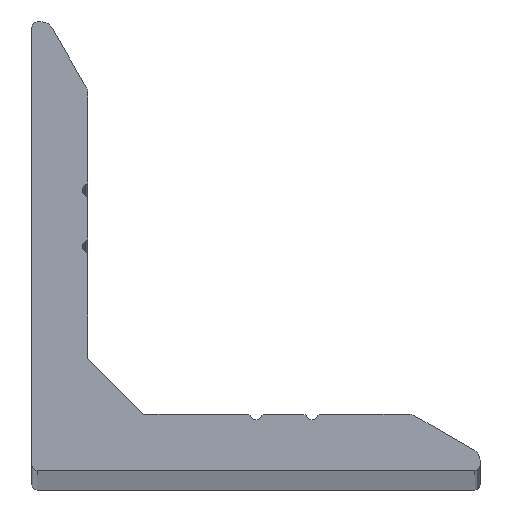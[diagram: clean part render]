
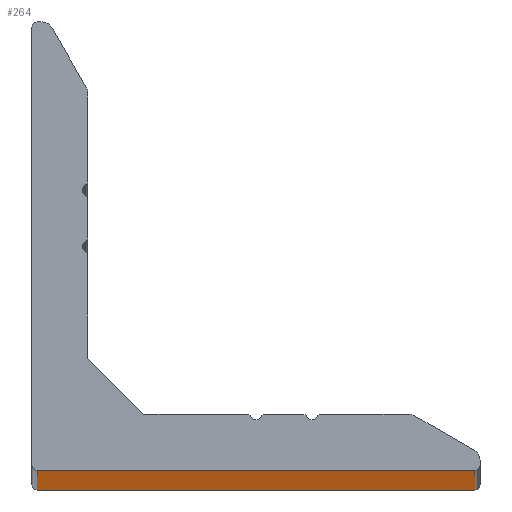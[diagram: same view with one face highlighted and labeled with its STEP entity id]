
A CAD part, top view. The second image highlights one B-rep face of the part: STEP entity #264.
In plain terms, the highlighted planar face has unit normal (0, -1, 0).
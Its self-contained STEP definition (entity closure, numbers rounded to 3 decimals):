
#12 = PLANE ( 'NONE',  #195 ) ;
#46 = CARTESIAN_POINT ( 'NONE',  ( 0., 0., 1000. ) ) ;
#48 = LINE ( 'NONE', #832, #571 ) ;
#124 = DIRECTION ( 'NONE',  ( 1., 0., 0. ) ) ;
#195 = AXIS2_PLACEMENT_3D ( 'NONE', #802, #1084, #449 ) ;
#220 = CARTESIAN_POINT ( 'NONE',  ( 39.5, 0., 1000. ) ) ;
#228 = VERTEX_POINT ( 'NONE', #1070 ) ;
#264 = ADVANCED_FACE ( 'NONE', ( #723 ), #12, .F. ) ;
#272 = VECTOR ( 'NONE', #670, 1000. ) ;
#278 = VERTEX_POINT ( 'NONE', #373 ) ;
#287 = ORIENTED_EDGE ( 'NONE', *, *, #947, .T. ) ;
#297 = DIRECTION ( 'NONE',  ( 0., 0., -1. ) ) ;
#319 = VERTEX_POINT ( 'NONE', #1065 ) ;
#373 = CARTESIAN_POINT ( 'NONE',  ( 39.5, 0., 1000. ) ) ;
#408 = LINE ( 'NONE', #46, #272 ) ;
#449 = DIRECTION ( 'NONE',  ( 0., 0., 1. ) ) ;
#516 = EDGE_CURVE ( 'NONE', #319, #228, #48, .T. ) ;
#539 = VERTEX_POINT ( 'NONE', #563 ) ;
#563 = CARTESIAN_POINT ( 'NONE',  ( 0.5, 0., 1000. ) ) ;
#571 = VECTOR ( 'NONE', #124, 1000. ) ;
#579 = EDGE_CURVE ( 'NONE', #539, #278, #408, .T. ) ;
#651 = EDGE_CURVE ( 'NONE', #228, #278, #1030, .T. ) ;
#656 = ORIENTED_EDGE ( 'NONE', *, *, #651, .T. ) ;
#670 = DIRECTION ( 'NONE',  ( 1., 0., 0. ) ) ;
#723 = FACE_OUTER_BOUND ( 'NONE', #1033, .T. ) ;
#756 = DIRECTION ( 'NONE',  ( 0., 0., 1. ) ) ;
#775 = VECTOR ( 'NONE', #756, 1000. ) ;
#791 = VECTOR ( 'NONE', #297, 1000. ) ;
#802 = CARTESIAN_POINT ( 'NONE',  ( 0., 0., 1000. ) ) ;
#811 = CARTESIAN_POINT ( 'NONE',  ( 0.5, 0., 1000. ) ) ;
#832 = CARTESIAN_POINT ( 'NONE',  ( 0., 0., 0. ) ) ;
#905 = LINE ( 'NONE', #811, #791 ) ;
#930 = ORIENTED_EDGE ( 'NONE', *, *, #579, .F. ) ;
#947 = EDGE_CURVE ( 'NONE', #539, #319, #905, .T. ) ;
#1022 = ORIENTED_EDGE ( 'NONE', *, *, #516, .T. ) ;
#1030 = LINE ( 'NONE', #220, #775 ) ;
#1033 = EDGE_LOOP ( 'NONE', ( #1022, #656, #930, #287 ) ) ;
#1065 = CARTESIAN_POINT ( 'NONE',  ( 0.5, 0., 0. ) ) ;
#1070 = CARTESIAN_POINT ( 'NONE',  ( 39.5, 0., 0. ) ) ;
#1084 = DIRECTION ( 'NONE',  ( 0., 1., 0. ) ) ;
